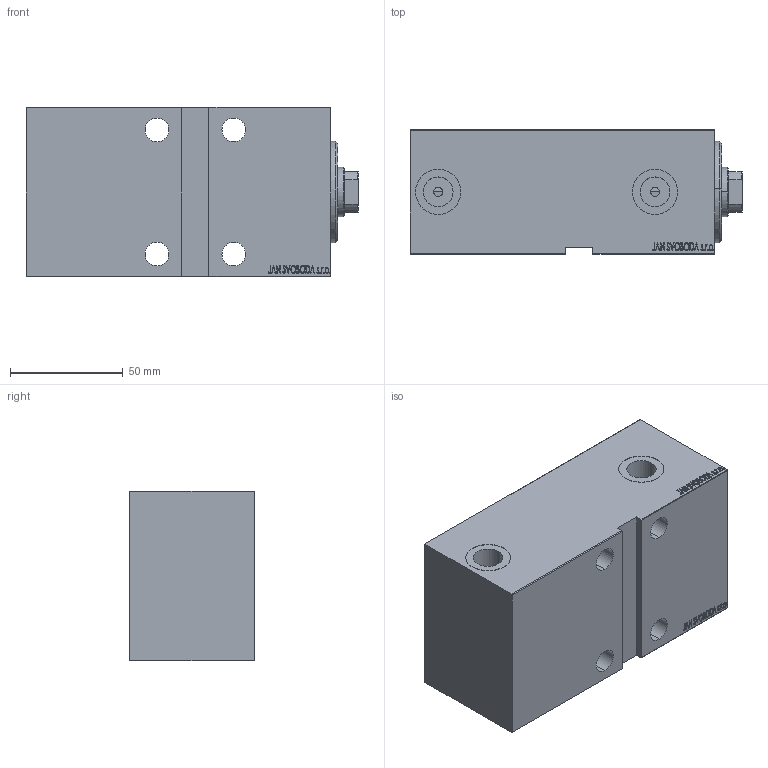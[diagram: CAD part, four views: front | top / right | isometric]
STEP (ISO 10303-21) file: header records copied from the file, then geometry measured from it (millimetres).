
FILE_DESCRIPTION (( 'STEP AP203' ), '1' );
FILE_NAME ('7cb5.STEP', '2022-06-03T07:26:07', ( '' ), ( '' ), 'SwSTEP 2.0', 'SolidWorks 2019', '' );
FILE_SCHEMA (( 'CONFIG_CONTROL_DESIGN' ));
Length unit declared in the file: millimetre
Products named in the file (4): V450CM_VC_G b34ef731049d2f3f7065e77cc850893f; V450CM_G_VCP b34ef731049d2f3f7065e77cc850893f; V450CM_G_Body b34ef731049d2f3f7065e77cc850893f; 7cb5
Assembly tree (3 placements, depth 2):
  7cb5
    V450CM_G_Body b34ef731049d2f3f7065e77cc850893f
    V450CM_G_VCP b34ef731049d2f3f7065e77cc850893f
    V450CM_VC_G b34ef731049d2f3f7065e77cc850893f
Bounding box: 147 x 55 x 75 mm (x, y, z)
Volume: 488535.6 mm3; surface area: 84894.5 mm2
Topology: 3 solids, 3 shells, 856 faces, 2207 edges, 1463 vertices
Faces by surface type: plane 410, bspline 380, cylinder 52, cone 14
Entity records: 43281 total; most frequent: CARTESIAN_POINT 24500, ORIENTED_EDGE 4410, DIRECTION 2511, EDGE_CURVE 2205, VERTEX_POINT 1463, VECTOR 1315, LINE 1315, EDGE_LOOP 978
